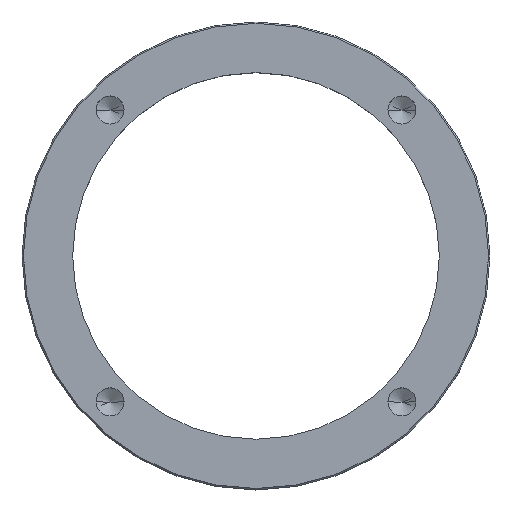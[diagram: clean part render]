
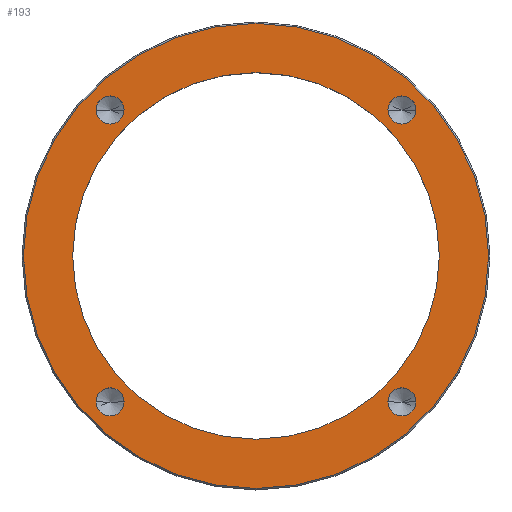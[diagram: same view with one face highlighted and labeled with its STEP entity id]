
A CAD part, top view. The second image highlights one B-rep face of the part: STEP entity #193.
In plain terms, the highlighted planar face has unit normal (0, 0, 1).
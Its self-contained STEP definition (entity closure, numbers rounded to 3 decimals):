
#2 = EDGE_CURVE ( 'NONE', #73, #719, #443, .T. ) ;
#12 = CARTESIAN_POINT ( 'NONE',  ( -58.133, -53.033, 31. ) ) ;
#17 = CARTESIAN_POINT ( 'NONE',  ( -66.6, 0., 31. ) ) ;
#52 = AXIS2_PLACEMENT_3D ( 'NONE', #441, #728, #366 ) ;
#53 = CARTESIAN_POINT ( 'NONE',  ( 53.033, 53.033, 31. ) ) ;
#54 = CIRCLE ( 'NONE', #642, 5.1 ) ;
#67 = AXIS2_PLACEMENT_3D ( 'NONE', #291, #764, #233 ) ;
#69 = CARTESIAN_POINT ( 'NONE',  ( -53.033, -53.033, 31. ) ) ;
#71 = CARTESIAN_POINT ( 'NONE',  ( 0., 0., 31. ) ) ;
#73 = VERTEX_POINT ( 'NONE', #12 ) ;
#76 = FACE_OUTER_BOUND ( 'NONE', #523, .T. ) ;
#79 = VERTEX_POINT ( 'NONE', #316 ) ;
#82 = FACE_BOUND ( 'NONE', #724, .T. ) ;
#89 = EDGE_CURVE ( 'NONE', #643, #499, #104, .T. ) ;
#93 = AXIS2_PLACEMENT_3D ( 'NONE', #53, #345, #423 ) ;
#99 = EDGE_CURVE ( 'NONE', #286, #376, #397, .T. ) ;
#102 = EDGE_LOOP ( 'NONE', ( #574, #420 ) ) ;
#104 = CIRCLE ( 'NONE', #166, 84.5 ) ;
#106 = DIRECTION ( 'NONE',  ( 1., 0., 0. ) ) ;
#111 = EDGE_CURVE ( 'NONE', #719, #73, #469, .T. ) ;
#120 = ORIENTED_EDGE ( 'NONE', *, *, #561, .T. ) ;
#128 = DIRECTION ( 'NONE',  ( 0., 0., 1. ) ) ;
#140 = PLANE ( 'NONE',  #619 ) ;
#153 = VERTEX_POINT ( 'NONE', #17 ) ;
#154 = CIRCLE ( 'NONE', #67, 66.6 ) ;
#166 = AXIS2_PLACEMENT_3D ( 'NONE', #429, #612, #662 ) ;
#174 = DIRECTION ( 'NONE',  ( 0., 0., 1. ) ) ;
#184 = CARTESIAN_POINT ( 'NONE',  ( -84.5, 0., 31. ) ) ;
#190 = DIRECTION ( 'NONE',  ( 1., 0., 0. ) ) ;
#193 = ADVANCED_FACE ( 'NONE', ( #615, #76, #262, #732, #82, #674 ), #140, .T. ) ;
#194 = CARTESIAN_POINT ( 'NONE',  ( 47.933, 53.033, 31. ) ) ;
#199 = EDGE_CURVE ( 'NONE', #153, #215, #343, .T. ) ;
#202 = DIRECTION ( 'NONE',  ( 0., 0., 1. ) ) ;
#206 = VERTEX_POINT ( 'NONE', #722 ) ;
#210 = DIRECTION ( 'NONE',  ( 0., 0., 1. ) ) ;
#213 = CARTESIAN_POINT ( 'NONE',  ( -47.933, -53.033, 31. ) ) ;
#215 = VERTEX_POINT ( 'NONE', #396 ) ;
#232 = CIRCLE ( 'NONE', #665, 5.1 ) ;
#233 = DIRECTION ( 'NONE',  ( 1., 0., 0. ) ) ;
#250 = CARTESIAN_POINT ( 'NONE',  ( 0., 0., 31. ) ) ;
#254 = DIRECTION ( 'NONE',  ( 1., 0., 0. ) ) ;
#255 = CIRCLE ( 'NONE', #723, 5.1 ) ;
#259 = ORIENTED_EDGE ( 'NONE', *, *, #111, .F. ) ;
#260 = EDGE_CURVE ( 'NONE', #79, #467, #255, .T. ) ;
#262 = FACE_BOUND ( 'NONE', #102, .T. ) ;
#286 = VERTEX_POINT ( 'NONE', #637 ) ;
#288 = ORIENTED_EDGE ( 'NONE', *, *, #532, .F. ) ;
#291 = CARTESIAN_POINT ( 'NONE',  ( 0., 0., 31. ) ) ;
#316 = CARTESIAN_POINT ( 'NONE',  ( -47.933, 53.033, 31. ) ) ;
#320 = DIRECTION ( 'NONE',  ( 1., 0., 0. ) ) ;
#343 = CIRCLE ( 'NONE', #556, 66.6 ) ;
#345 = DIRECTION ( 'NONE',  ( 0., 0., 1. ) ) ;
#362 = DIRECTION ( 'NONE',  ( 0., 0., 1. ) ) ;
#366 = DIRECTION ( 'NONE',  ( 1., 0., 0. ) ) ;
#370 = AXIS2_PLACEMENT_3D ( 'NONE', #71, #128, #254 ) ;
#376 = VERTEX_POINT ( 'NONE', #471 ) ;
#379 = EDGE_LOOP ( 'NONE', ( #259, #746 ) ) ;
#385 = CARTESIAN_POINT ( 'NONE',  ( 0., 0., 31. ) ) ;
#391 = ORIENTED_EDGE ( 'NONE', *, *, #618, .F. ) ;
#396 = CARTESIAN_POINT ( 'NONE',  ( 66.6, 0., 31. ) ) ;
#397 = CIRCLE ( 'NONE', #52, 5.1 ) ;
#405 = CARTESIAN_POINT ( 'NONE',  ( -53.033, 53.033, 31. ) ) ;
#417 = EDGE_LOOP ( 'NONE', ( #288, #613 ) ) ;
#420 = ORIENTED_EDGE ( 'NONE', *, *, #539, .F. ) ;
#423 = DIRECTION ( 'NONE',  ( 1., 0., 0. ) ) ;
#424 = DIRECTION ( 'NONE',  ( 1., 0., 0. ) ) ;
#429 = CARTESIAN_POINT ( 'NONE',  ( 0., 0., 31. ) ) ;
#435 = ORIENTED_EDGE ( 'NONE', *, *, #260, .F. ) ;
#441 = CARTESIAN_POINT ( 'NONE',  ( 53.033, -53.033, 31. ) ) ;
#443 = CIRCLE ( 'NONE', #529, 5.1 ) ;
#464 = DIRECTION ( 'NONE',  ( 1., 0., 0. ) ) ;
#467 = VERTEX_POINT ( 'NONE', #761 ) ;
#468 = CARTESIAN_POINT ( 'NONE',  ( -53.033, -53.033, 31. ) ) ;
#469 = CIRCLE ( 'NONE', #490, 5.1 ) ;
#470 = AXIS2_PLACEMENT_3D ( 'NONE', #714, #614, #670 ) ;
#471 = CARTESIAN_POINT ( 'NONE',  ( 47.933, -53.033, 31. ) ) ;
#478 = EDGE_CURVE ( 'NONE', #215, #153, #154, .T. ) ;
#490 = AXIS2_PLACEMENT_3D ( 'NONE', #69, #718, #320 ) ;
#491 = CIRCLE ( 'NONE', #370, 84.5 ) ;
#499 = VERTEX_POINT ( 'NONE', #705 ) ;
#500 = CARTESIAN_POINT ( 'NONE',  ( 53.033, 53.033, 31. ) ) ;
#503 = EDGE_LOOP ( 'NONE', ( #579, #708 ) ) ;
#523 = EDGE_LOOP ( 'NONE', ( #627, #120 ) ) ;
#529 = AXIS2_PLACEMENT_3D ( 'NONE', #468, #174, #424 ) ;
#532 = EDGE_CURVE ( 'NONE', #206, #638, #702, .T. ) ;
#539 = EDGE_CURVE ( 'NONE', #376, #286, #54, .T. ) ;
#550 = DIRECTION ( 'NONE',  ( 1., 0., 0. ) ) ;
#556 = AXIS2_PLACEMENT_3D ( 'NONE', #250, #621, #190 ) ;
#561 = EDGE_CURVE ( 'NONE', #499, #643, #491, .T. ) ;
#574 = ORIENTED_EDGE ( 'NONE', *, *, #99, .F. ) ;
#579 = ORIENTED_EDGE ( 'NONE', *, *, #478, .F. ) ;
#590 = CARTESIAN_POINT ( 'NONE',  ( 53.033, -53.033, 31. ) ) ;
#612 = DIRECTION ( 'NONE',  ( 0., 0., 1. ) ) ;
#613 = ORIENTED_EDGE ( 'NONE', *, *, #731, .F. ) ;
#614 = DIRECTION ( 'NONE',  ( 0., 0., 1. ) ) ;
#615 = FACE_BOUND ( 'NONE', #503, .T. ) ;
#618 = EDGE_CURVE ( 'NONE', #467, #79, #739, .T. ) ;
#619 = AXIS2_PLACEMENT_3D ( 'NONE', #385, #202, #550 ) ;
#621 = DIRECTION ( 'NONE',  ( 0., 0., 1. ) ) ;
#627 = ORIENTED_EDGE ( 'NONE', *, *, #89, .T. ) ;
#636 = DIRECTION ( 'NONE',  ( 1., 0., 0. ) ) ;
#637 = CARTESIAN_POINT ( 'NONE',  ( 58.133, -53.033, 31. ) ) ;
#638 = VERTEX_POINT ( 'NONE', #194 ) ;
#642 = AXIS2_PLACEMENT_3D ( 'NONE', #590, #362, #106 ) ;
#643 = VERTEX_POINT ( 'NONE', #184 ) ;
#662 = DIRECTION ( 'NONE',  ( 1., 0., 0. ) ) ;
#665 = AXIS2_PLACEMENT_3D ( 'NONE', #500, #210, #636 ) ;
#670 = DIRECTION ( 'NONE',  ( 1., 0., 0. ) ) ;
#674 = FACE_BOUND ( 'NONE', #417, .T. ) ;
#683 = DIRECTION ( 'NONE',  ( 0., 0., 1. ) ) ;
#702 = CIRCLE ( 'NONE', #93, 5.1 ) ;
#705 = CARTESIAN_POINT ( 'NONE',  ( 84.5, 0., 31. ) ) ;
#708 = ORIENTED_EDGE ( 'NONE', *, *, #199, .F. ) ;
#714 = CARTESIAN_POINT ( 'NONE',  ( -53.033, 53.033, 31. ) ) ;
#718 = DIRECTION ( 'NONE',  ( 0., 0., 1. ) ) ;
#719 = VERTEX_POINT ( 'NONE', #213 ) ;
#722 = CARTESIAN_POINT ( 'NONE',  ( 58.133, 53.033, 31. ) ) ;
#723 = AXIS2_PLACEMENT_3D ( 'NONE', #405, #683, #464 ) ;
#724 = EDGE_LOOP ( 'NONE', ( #435, #391 ) ) ;
#728 = DIRECTION ( 'NONE',  ( 0., 0., 1. ) ) ;
#731 = EDGE_CURVE ( 'NONE', #638, #206, #232, .T. ) ;
#732 = FACE_BOUND ( 'NONE', #379, .T. ) ;
#739 = CIRCLE ( 'NONE', #470, 5.1 ) ;
#746 = ORIENTED_EDGE ( 'NONE', *, *, #2, .F. ) ;
#761 = CARTESIAN_POINT ( 'NONE',  ( -58.133, 53.033, 31. ) ) ;
#764 = DIRECTION ( 'NONE',  ( 0., 0., 1. ) ) ;
